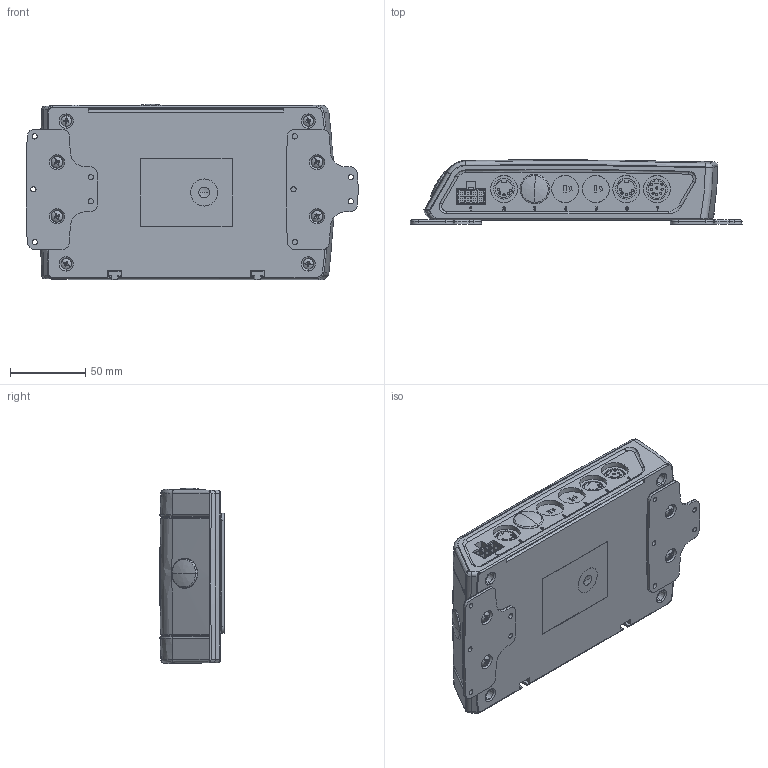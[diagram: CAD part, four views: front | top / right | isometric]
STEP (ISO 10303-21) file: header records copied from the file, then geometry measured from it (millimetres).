
FILE_DESCRIPTION (( 'STEP AP203' ), '1' );
FILE_NAME ('HE 150.STEP', '2016-08-25T06:35:32', ( 'admin' ), ( 'Hewlett-Packard Company' ), 'SwSTEP 2.0', 'SolidWorks 2016', '' );
FILE_SCHEMA (( 'CONFIG_CONTROL_DESIGN' ));
Length unit declared in the file: millimetre
Products named in the file (1): HE 150
Bounding box: 220.79 x 42.88 x 116.57 mm (x, y, z)
Volume: 829368.7 mm3; surface area: 80784.6 mm2
Topology: 1 solids, 1 shells, 937 faces, 2365 edges, 1511 vertices
Faces by surface type: plane 413, cylinder 201, bspline 179, torus 67, cone 55, sphere 22
Entity records: 35336 total; most frequent: CARTESIAN_POINT 13908, ORIENTED_EDGE 4714, DIRECTION 4007, EDGE_CURVE 2357, VERTEX_POINT 1511, AXIS2_PLACEMENT_3D 1432, VECTOR 1143, LINE 1143
